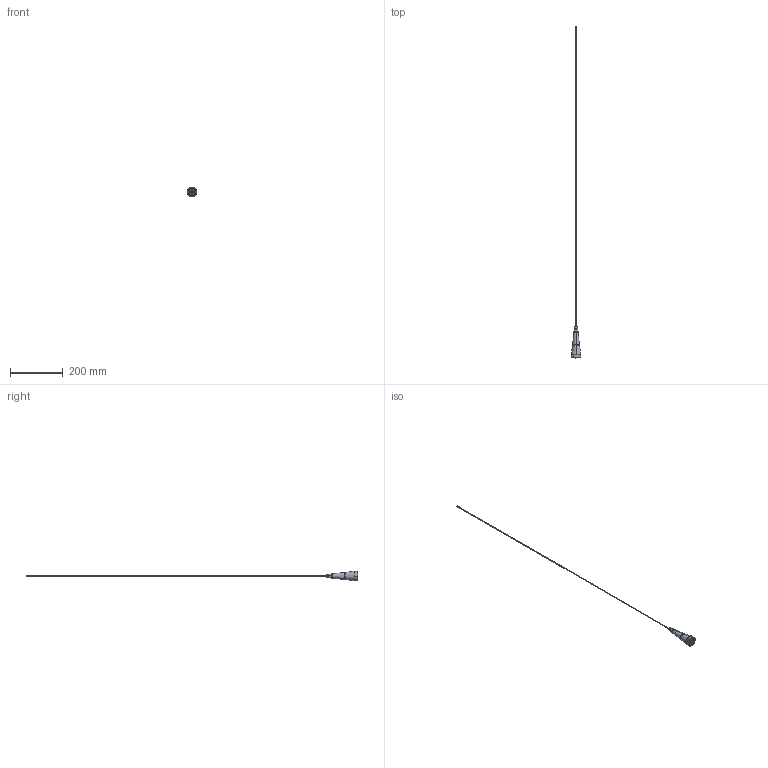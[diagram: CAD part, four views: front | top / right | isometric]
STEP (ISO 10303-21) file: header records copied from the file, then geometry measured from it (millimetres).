
FILE_DESCRIPTION (( 'STEP AP214' ), '1' );
FILE_NAME ('FM51MP1009_3D.step', '2023-01-17T21:11:45', ( '' ), ( '' ), 'SwSTEP 2.0', 'SolidWorks 2022', '' );
FILE_SCHEMA (( 'AUTOMOTIVE_DESIGN' ));
Length unit declared in the file: millimetre
Products named in the file (32): 6-00073_REV-1; 9-00002_REV-A; 3-00009_Rev-A; 6A-00002_REV-B; 7A-00037_REV-A; 8-00018_REV-A; FM51MP1009_3D; 7-00022_REV-B; 3A-00008_REV-E; 6-A145-02; 13-00029_REV-A_90116A165; 6A-00022_REV-1; 18-00010_REV-A; EM2A-00016_REV-A; 5-00011_REV-B; 7-00015_REV-A; 13-00006_92313A820; 7-00014_REV-A; 1-00008_REV-A; 7-00059_Rev-A; GS 4-12_REV-A; 13-00021_92311A422; 34-00002-REV-A; 3-00008_REV-C_Installed; 37-00003; EMFLX3A-00001-REV-C; EM6A-00007-Z00_REV-A; 8-00017_REV-B; GS 4-5_REV-A; 7-00037_Rev-A; 2-00021_REV-A; 7-00060_REV-A
Assembly tree (31 placements, depth 4):
  FM51MP1009_3D
    EMFLX3A-00001-REV-C
      6A-00002_REV-B
        7-00014_REV-A
        6-A145-02
        7-00015_REV-A
      7A-00037_REV-A
        7-00037_Rev-A
        13-00006_92313A820
        13-00021_92311A422
      GS 4-5_REV-A
      GS 4-12_REV-A
      18-00010_REV-A
    EM6A-00007-Z00_REV-A
      3A-00008_REV-E
        5-00011_REV-B
        8-00018_REV-A
        8-00017_REV-B
        3-00009_Rev-A
        13-00029_REV-A_90116A165
        7-00022_REV-B
        34-00002-REV-A
        37-00003
      6A-00022_REV-1
        6-00073_REV-1
        7-00059_Rev-A
        7-00060_REV-A
      9-00002_REV-A
      3-00008_REV-C_Installed
    EM2A-00016_REV-A
      2-00021_REV-A
      1-00008_REV-A
Bounding box: 36.91 x 1256.9 x 36.91 mm (x, y, z)
Surface area: 42373.4 mm2 (no closed solid volume)
Topology: 0 solids, 27 shells, 1213 faces, 3700 edges, 2541 vertices
Faces by surface type: cylinder 625, bspline 277, plane 194, cone 117
Entity records: 110615 total; most frequent: CARTESIAN_POINT 68238, ORIENTED_EDGE 6673, DIRECTION 4536, EDGE_CURVE 3679, VERTEX_POINT 2539, AXIS2_PLACEMENT_3D 1743, EDGE_LOOP 1296, UNCERTAINTY_MEASURE_WITH_UNIT 1269
